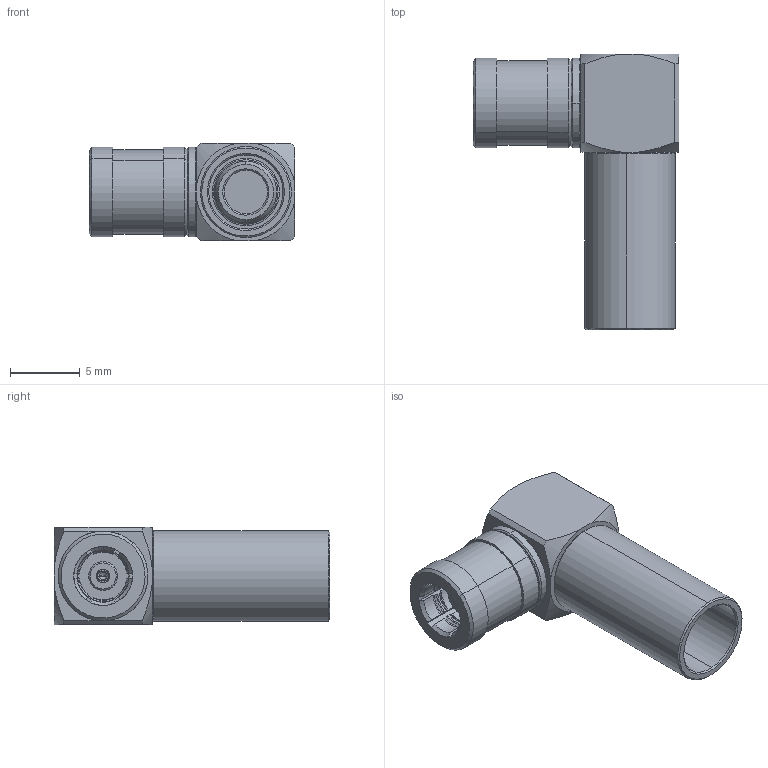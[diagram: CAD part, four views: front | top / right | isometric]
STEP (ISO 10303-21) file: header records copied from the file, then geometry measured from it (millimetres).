
FILE_DESCRIPTION (( 'STEP AP214' ), '1' );
FILE_NAME ('ÑÖÍÊ.434531.047ÑÁ_Ðîçåòêà+äëÿ ïîòðåáèòåëÿ.STEP', '2018-12-03T06:38:13', ( 'User' ), ( '' ), 'SwSTEP 2.0', 'SolidWorks 2016', '' );
FILE_SCHEMA (( 'AUTOMOTIVE_DESIGN' ));
Length unit declared in the file: millimetre
Products named in the file (1): ÑÖÍÊ.434531.047ÑÁ_Ðîçåòêà+äëÿ ïîòðåáèòåëÿ
Bounding box: 14.7 x 19.7 x 7 mm (x, y, z)
Volume: 729.5 mm3; surface area: 1201 mm2
Topology: 1 solids, 1 shells, 190 faces, 483 edges, 304 vertices
Faces by surface type: cone 61, cylinder 52, plane 42, torus 35
Entity records: 8218 total; most frequent: CARTESIAN_POINT 1572, DIRECTION 973, ORIENTED_EDGE 962, EDGE_CURVE 481, AXIS2_PLACEMENT_3D 405, VERTEX_POINT 304, CIRCLE 214, EDGE_LOOP 201
